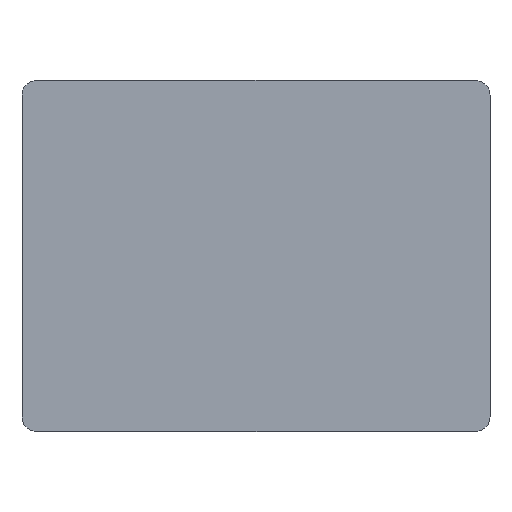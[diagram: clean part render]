
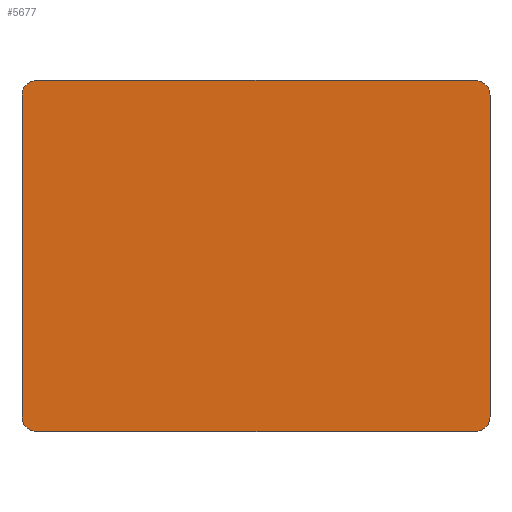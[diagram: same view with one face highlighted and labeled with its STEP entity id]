
A CAD part, top view. The second image highlights one B-rep face of the part: STEP entity #5677.
In plain terms, the highlighted planar face has unit normal (0, 0, 1).
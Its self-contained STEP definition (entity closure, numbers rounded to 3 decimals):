
#71 = LINE ( 'NONE', #13548, #13039 ) ;
#605 = DIRECTION ( 'NONE',  ( 0., 0., 1. ) ) ;
#700 = CIRCLE ( 'NONE', #3315, 0.5 ) ;
#701 = EDGE_CURVE ( 'NONE', #9664, #740, #71, .T. ) ;
#740 = VERTEX_POINT ( 'NONE', #5055 ) ;
#909 = ORIENTED_EDGE ( 'NONE', *, *, #5818, .T. ) ;
#1364 = DIRECTION ( 'NONE',  ( 1., 0., 0. ) ) ;
#1466 = CARTESIAN_POINT ( 'NONE',  ( -8., 6., 1.9 ) ) ;
#1571 = VERTEX_POINT ( 'NONE', #9528 ) ;
#1693 = EDGE_CURVE ( 'NONE', #10721, #5891, #7293, .T. ) ;
#1817 = DIRECTION ( 'NONE',  ( 1., 0., 0. ) ) ;
#2346 = LINE ( 'NONE', #9329, #11632 ) ;
#2846 = CARTESIAN_POINT ( 'NONE',  ( 7.5, -5.5, 1.9 ) ) ;
#3081 = VECTOR ( 'NONE', #3261, 1000. ) ;
#3163 = CARTESIAN_POINT ( 'NONE',  ( 8., 5.5, 1.9 ) ) ;
#3261 = DIRECTION ( 'NONE',  ( 0., 1., 0. ) ) ;
#3315 = AXIS2_PLACEMENT_3D ( 'NONE', #2846, #8342, #8243 ) ;
#3418 = ORIENTED_EDGE ( 'NONE', *, *, #11562, .T. ) ;
#3458 = CARTESIAN_POINT ( 'NONE',  ( 0., 0., 1.9 ) ) ;
#3586 = AXIS2_PLACEMENT_3D ( 'NONE', #11035, #4554, #12127 ) ;
#3950 = EDGE_CURVE ( 'NONE', #5891, #1571, #10645, .T. ) ;
#4492 = EDGE_CURVE ( 'NONE', #740, #10651, #12856, .T. ) ;
#4554 = DIRECTION ( 'NONE',  ( 0., 0., 1. ) ) ;
#4701 = ORIENTED_EDGE ( 'NONE', *, *, #1693, .T. ) ;
#5055 = CARTESIAN_POINT ( 'NONE',  ( -8., -5.5, 1.9 ) ) ;
#5068 = DIRECTION ( 'NONE',  ( 1., 0., 0. ) ) ;
#5635 = PLANE ( 'NONE',  #13000 ) ;
#5677 = ADVANCED_FACE ( 'NONE', ( #5732 ), #5635, .T. ) ;
#5732 = FACE_OUTER_BOUND ( 'NONE', #6808, .T. ) ;
#5818 = EDGE_CURVE ( 'NONE', #11663, #10721, #700, .T. ) ;
#5861 = DIRECTION ( 'NONE',  ( -1., 0., 0. ) ) ;
#5891 = VERTEX_POINT ( 'NONE', #3163 ) ;
#6808 = EDGE_LOOP ( 'NONE', ( #9000, #909, #4701, #9868, #13557, #3418, #9041, #11420 ) ) ;
#6921 = CARTESIAN_POINT ( 'NONE',  ( -8., 5.5, 1.9 ) ) ;
#7043 = DIRECTION ( 'NONE',  ( 0., -1., 0. ) ) ;
#7203 = CARTESIAN_POINT ( 'NONE',  ( 7.5, -6., 1.9 ) ) ;
#7293 = LINE ( 'NONE', #9711, #3081 ) ;
#7535 = EDGE_CURVE ( 'NONE', #10651, #11663, #2346, .T. ) ;
#8197 = CARTESIAN_POINT ( 'NONE',  ( 8., -5.5, 1.9 ) ) ;
#8243 = DIRECTION ( 'NONE',  ( 1., 0., 0. ) ) ;
#8290 = DIRECTION ( 'NONE',  ( 1., 0., 0. ) ) ;
#8342 = DIRECTION ( 'NONE',  ( 0., 0., 1. ) ) ;
#8510 = CIRCLE ( 'NONE', #12822, 0.5 ) ;
#8973 = AXIS2_PLACEMENT_3D ( 'NONE', #12622, #13662, #5068 ) ;
#9000 = ORIENTED_EDGE ( 'NONE', *, *, #7535, .T. ) ;
#9018 = VECTOR ( 'NONE', #5861, 1000. ) ;
#9041 = ORIENTED_EDGE ( 'NONE', *, *, #701, .T. ) ;
#9329 = CARTESIAN_POINT ( 'NONE',  ( -8., -6., 1.9 ) ) ;
#9528 = CARTESIAN_POINT ( 'NONE',  ( 7.5, 6., 1.9 ) ) ;
#9664 = VERTEX_POINT ( 'NONE', #6921 ) ;
#9711 = CARTESIAN_POINT ( 'NONE',  ( 8., 6., 1.9 ) ) ;
#9868 = ORIENTED_EDGE ( 'NONE', *, *, #3950, .T. ) ;
#9960 = CARTESIAN_POINT ( 'NONE',  ( -7.5, 6., 1.9 ) ) ;
#10645 = CIRCLE ( 'NONE', #8973, 0.5 ) ;
#10651 = VERTEX_POINT ( 'NONE', #12111 ) ;
#10657 = EDGE_CURVE ( 'NONE', #1571, #12653, #11917, .T. ) ;
#10721 = VERTEX_POINT ( 'NONE', #8197 ) ;
#11035 = CARTESIAN_POINT ( 'NONE',  ( -7.5, -5.5, 1.9 ) ) ;
#11420 = ORIENTED_EDGE ( 'NONE', *, *, #4492, .T. ) ;
#11562 = EDGE_CURVE ( 'NONE', #12653, #9664, #8510, .T. ) ;
#11632 = VECTOR ( 'NONE', #8290, 1000. ) ;
#11663 = VERTEX_POINT ( 'NONE', #7203 ) ;
#11917 = LINE ( 'NONE', #1466, #9018 ) ;
#12111 = CARTESIAN_POINT ( 'NONE',  ( -7.5, -6., 1.9 ) ) ;
#12127 = DIRECTION ( 'NONE',  ( 1., 0., 0. ) ) ;
#12377 = CARTESIAN_POINT ( 'NONE',  ( -7.5, 5.5, 1.9 ) ) ;
#12622 = CARTESIAN_POINT ( 'NONE',  ( 7.5, 5.5, 1.9 ) ) ;
#12653 = VERTEX_POINT ( 'NONE', #9960 ) ;
#12822 = AXIS2_PLACEMENT_3D ( 'NONE', #12377, #605, #1817 ) ;
#12856 = CIRCLE ( 'NONE', #3586, 0.5 ) ;
#13000 = AXIS2_PLACEMENT_3D ( 'NONE', #3458, #13287, #1364 ) ;
#13039 = VECTOR ( 'NONE', #7043, 1000. ) ;
#13287 = DIRECTION ( 'NONE',  ( 0., 0., 1. ) ) ;
#13548 = CARTESIAN_POINT ( 'NONE',  ( -8., 6., 1.9 ) ) ;
#13557 = ORIENTED_EDGE ( 'NONE', *, *, #10657, .T. ) ;
#13662 = DIRECTION ( 'NONE',  ( 0., 0., 1. ) ) ;
